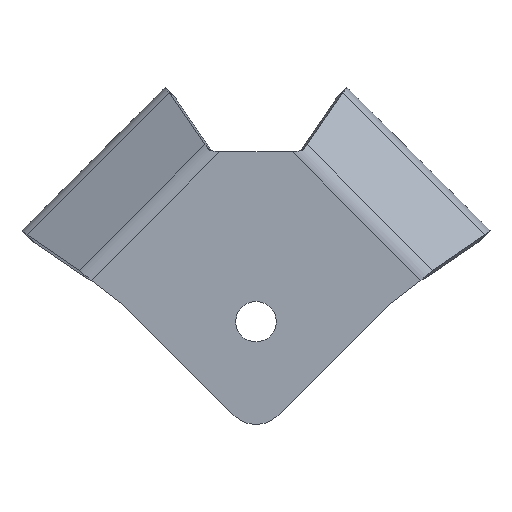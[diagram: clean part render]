
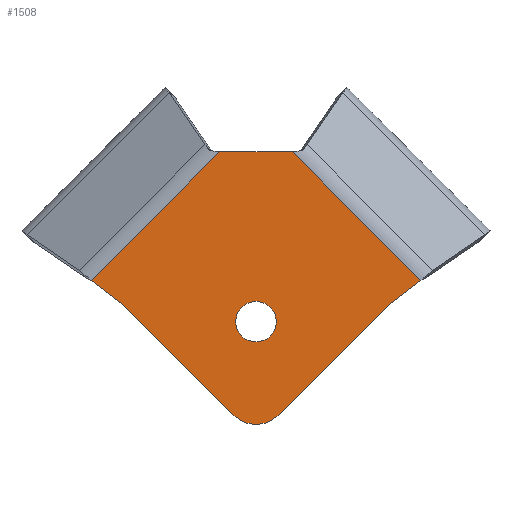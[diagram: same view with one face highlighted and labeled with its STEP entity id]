
A CAD part, front view. The second image highlights one B-rep face of the part: STEP entity #1508.
In plain terms, the highlighted planar face has unit normal (0, -1, 0).
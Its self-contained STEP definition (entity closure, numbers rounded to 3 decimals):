
#31 = EDGE_CURVE ( 'NONE', #1586, #1226, #1192, .T. ) ;
#41 = CARTESIAN_POINT ( 'NONE',  ( -7.071, -5., -30.071 ) ) ;
#71 = ORIENTED_EDGE ( 'NONE', *, *, #623, .T. ) ;
#78 = ORIENTED_EDGE ( 'NONE', *, *, #1514, .T. ) ;
#81 = EDGE_LOOP ( 'NONE', ( #1163, #892, #1121, #294, #1179, #972, #1046, #624 ) ) ;
#112 = PLANE ( 'NONE',  #1660 ) ;
#113 = LINE ( 'NONE', #41, #1036 ) ;
#153 = DIRECTION ( 'NONE',  ( 1., 0., 0. ) ) ;
#174 = VERTEX_POINT ( 'NONE', #1546 ) ;
#187 = CARTESIAN_POINT ( 'NONE',  ( -52.901, -5., 13.271 ) ) ;
#196 = VECTOR ( 'NONE', #198, 1000. ) ;
#197 = VECTOR ( 'NONE', #1585, 1000. ) ;
#198 = DIRECTION ( 'NONE',  ( -0.793, 0., -0.609 ) ) ;
#230 = EDGE_CURVE ( 'NONE', #869, #836, #677, .T. ) ;
#235 = LINE ( 'NONE', #545, #197 ) ;
#242 = EDGE_CURVE ( 'NONE', #1265, #821, #997, .T. ) ;
#250 = DIRECTION ( 'NONE',  ( 0., 1., 0. ) ) ;
#294 = ORIENTED_EDGE ( 'NONE', *, *, #230, .F. ) ;
#312 = VECTOR ( 'NONE', #1568, 1000. ) ;
#335 = CARTESIAN_POINT ( 'NONE',  ( -42.154, -5., 5.011 ) ) ;
#384 = DIRECTION ( 'NONE',  ( 0., 0., 1. ) ) ;
#392 = CARTESIAN_POINT ( 'NONE',  ( -44.586, -5., 21.586 ) ) ;
#418 = VERTEX_POINT ( 'NONE', #1616 ) ;
#464 = CIRCLE ( 'NONE', #732, 6.5 ) ;
#520 = DIRECTION ( 'NONE',  ( 0., 0., 1. ) ) ;
#540 = DIRECTION ( 'NONE',  ( 0., 0., 1. ) ) ;
#544 = EDGE_LOOP ( 'NONE', ( #78, #71 ) ) ;
#545 = CARTESIAN_POINT ( 'NONE',  ( 7.071, -5., -30.071 ) ) ;
#562 = DIRECTION ( 'NONE',  ( -0.707, 0., 0.707 ) ) ;
#582 = CARTESIAN_POINT ( 'NONE',  ( -11.672, -5., 54.5 ) ) ;
#623 = EDGE_CURVE ( 'NONE', #174, #1244, #464, .T. ) ;
#624 = ORIENTED_EDGE ( 'NONE', *, *, #1132, .F. ) ;
#632 = VECTOR ( 'NONE', #153, 1000. ) ;
#644 = AXIS2_PLACEMENT_3D ( 'NONE', #1039, #1711, #540 ) ;
#649 = EDGE_CURVE ( 'NONE', #908, #869, #1387, .T. ) ;
#677 = LINE ( 'NONE', #392, #312 ) ;
#732 = AXIS2_PLACEMENT_3D ( 'NONE', #1053, #1439, #1697 ) ;
#818 = CARTESIAN_POINT ( 'NONE',  ( 42.154, -5., 5.011 ) ) ;
#821 = VERTEX_POINT ( 'NONE', #1122 ) ;
#836 = VERTEX_POINT ( 'NONE', #582 ) ;
#847 = FACE_BOUND ( 'NONE', #544, .T. ) ;
#869 = VERTEX_POINT ( 'NONE', #187 ) ;
#883 = VECTOR ( 'NONE', #1454, 1000. ) ;
#892 = ORIENTED_EDGE ( 'NONE', *, *, #1600, .T. ) ;
#908 = VERTEX_POINT ( 'NONE', #335 ) ;
#913 = CARTESIAN_POINT ( 'NONE',  ( -14.5, -5., 54.5 ) ) ;
#972 = ORIENTED_EDGE ( 'NONE', *, *, #1642, .F. ) ;
#997 = CIRCLE ( 'NONE', #644, 10. ) ;
#1004 = CARTESIAN_POINT ( 'NONE',  ( 54.5, -5., 14.5 ) ) ;
#1035 = DIRECTION ( 'NONE',  ( 0., 1., 0. ) ) ;
#1036 = VECTOR ( 'NONE', #562, 1000. ) ;
#1039 = CARTESIAN_POINT ( 'NONE',  ( 0., -5., -23. ) ) ;
#1046 = ORIENTED_EDGE ( 'NONE', *, *, #242, .F. ) ;
#1053 = CARTESIAN_POINT ( 'NONE',  ( 0., -5., 0. ) ) ;
#1121 = ORIENTED_EDGE ( 'NONE', *, *, #1187, .F. ) ;
#1122 = CARTESIAN_POINT ( 'NONE',  ( -7.071, -5., -30.071 ) ) ;
#1129 = VECTOR ( 'NONE', #1597, 1000. ) ;
#1132 = EDGE_CURVE ( 'NONE', #1226, #1265, #235, .T. ) ;
#1163 = ORIENTED_EDGE ( 'NONE', *, *, #31, .F. ) ;
#1167 = CARTESIAN_POINT ( 'NONE',  ( 0., -5., 0. ) ) ;
#1179 = ORIENTED_EDGE ( 'NONE', *, *, #649, .F. ) ;
#1187 = EDGE_CURVE ( 'NONE', #836, #418, #1216, .T. ) ;
#1192 = LINE ( 'NONE', #1004, #196 ) ;
#1216 = LINE ( 'NONE', #913, #632 ) ;
#1222 = CARTESIAN_POINT ( 'NONE',  ( 7.071, -5., -30.071 ) ) ;
#1226 = VERTEX_POINT ( 'NONE', #818 ) ;
#1244 = VERTEX_POINT ( 'NONE', #1341 ) ;
#1265 = VERTEX_POINT ( 'NONE', #1222 ) ;
#1276 = CIRCLE ( 'NONE', #1683, 6.5 ) ;
#1325 = CARTESIAN_POINT ( 'NONE',  ( 52.901, -5., 13.271 ) ) ;
#1339 = CARTESIAN_POINT ( 'NONE',  ( 44.586, -5., 21.586 ) ) ;
#1341 = CARTESIAN_POINT ( 'NONE',  ( 0., -5., 6.5 ) ) ;
#1387 = LINE ( 'NONE', #1571, #883 ) ;
#1439 = DIRECTION ( 'NONE',  ( 0., 1., 0. ) ) ;
#1454 = DIRECTION ( 'NONE',  ( -0.793, 0., 0.609 ) ) ;
#1478 = LINE ( 'NONE', #1339, #1129 ) ;
#1508 = ADVANCED_FACE ( 'NONE', ( #847, #1696 ), #112, .F. ) ;
#1514 = EDGE_CURVE ( 'NONE', #1244, #174, #1276, .T. ) ;
#1546 = CARTESIAN_POINT ( 'NONE',  ( 0., -5., -6.5 ) ) ;
#1561 = CARTESIAN_POINT ( 'NONE',  ( 0., -5., -23. ) ) ;
#1568 = DIRECTION ( 'NONE',  ( 0.707, 0., 0.707 ) ) ;
#1571 = CARTESIAN_POINT ( 'NONE',  ( -80.257, -5., 34.295 ) ) ;
#1585 = DIRECTION ( 'NONE',  ( -0.707, 0., -0.707 ) ) ;
#1586 = VERTEX_POINT ( 'NONE', #1325 ) ;
#1597 = DIRECTION ( 'NONE',  ( -0.707, 0., 0.707 ) ) ;
#1600 = EDGE_CURVE ( 'NONE', #1586, #418, #1478, .T. ) ;
#1616 = CARTESIAN_POINT ( 'NONE',  ( 11.672, -5., 54.5 ) ) ;
#1642 = EDGE_CURVE ( 'NONE', #821, #908, #113, .T. ) ;
#1660 = AXIS2_PLACEMENT_3D ( 'NONE', #1561, #250, #520 ) ;
#1683 = AXIS2_PLACEMENT_3D ( 'NONE', #1167, #1035, #384 ) ;
#1696 = FACE_OUTER_BOUND ( 'NONE', #81, .T. ) ;
#1697 = DIRECTION ( 'NONE',  ( 0., 0., 1. ) ) ;
#1711 = DIRECTION ( 'NONE',  ( 0., 1., 0. ) ) ;
